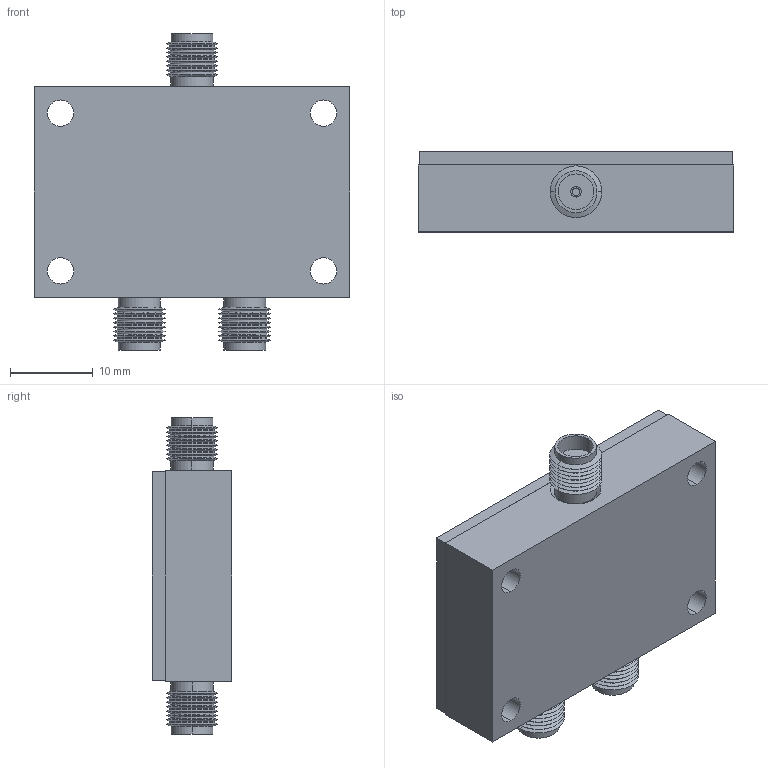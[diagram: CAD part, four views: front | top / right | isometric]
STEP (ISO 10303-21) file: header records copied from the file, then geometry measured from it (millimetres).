
FILE_DESCRIPTION (( 'STEP AP214' ), '1' );
FILE_NAME ('DMS 210_C.STEP', '2022-07-21T19:03:27', ( '' ), ( '' ), 'SwSTEP 2.0', 'SolidWorks 2021', '' );
FILE_SCHEMA (( 'AUTOMOTIVE_DESIGN' ));
Length unit declared in the file: inch
Products named in the file (1): DMS 210_C
Bounding box: 38.1 x 9.65 x 38.2 mm (x, y, z)
Volume: 9347.6 mm3; surface area: 7247.1 mm2
Topology: 11 solids, 11 shells, 875 faces, 2286 edges, 1470 vertices
Faces by surface type: cylinder 497, plane 233, cone 108, bspline 37
Entity records: 33260 total; most frequent: CARTESIAN_POINT 7031, DIRECTION 4950, ORIENTED_EDGE 4572, EDGE_CURVE 2286, AXIS2_PLACEMENT_3D 1905, VERTEX_POINT 1470, LINE 1140, VECTOR 1140
